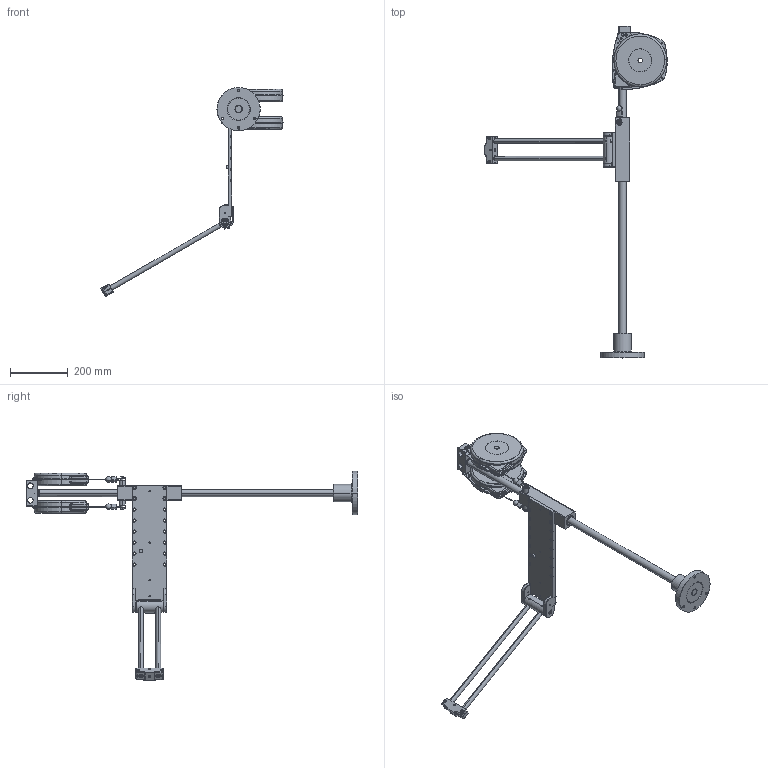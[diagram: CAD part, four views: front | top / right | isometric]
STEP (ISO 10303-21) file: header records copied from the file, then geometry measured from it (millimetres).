
FILE_DESCRIPTION((''),'2;1');
FILE_NAME('4390201000_SW','2019-04-04T15:39:45',('Toocsr'),(''),'CREO PARAMETRIC BY PTC INC, 2018100','CREO PARAMETRIC BY PTC INC, 2018100','');
FILE_SCHEMA(('CONFIG_CONTROL_DESIGN','GEOMETRIC_VALIDATION_PROPERTIES_MIM'));
Products named in the file (1): 4390201000_SW
Bounding box: 630.23 x 1147 x 722.96 mm (x, y, z)
Volume: 2754017.9 mm3; surface area: 730359 mm2
Topology: 1 solids, 3 shells, 1448 faces, 3678 edges, 2316 vertices
Faces by surface type: cylinder 559, plane 512, torus 202, cone 111, bspline 40, sphere 24
Entity records: 58286 total; most frequent: CARTESIAN_POINT 16881, DIRECTION 8008, ORIENTED_EDGE 7328, EDGE_CURVE 3664, AXIS2_PLACEMENT_3D 3203, VERTEX_POINT 2316, CIRCLE 1795, EDGE_LOOP 1682
